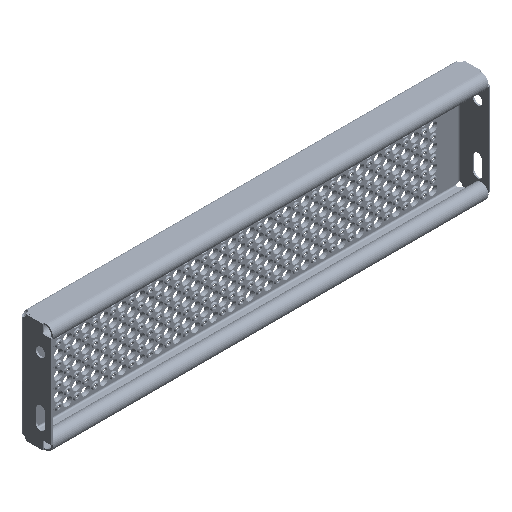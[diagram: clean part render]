
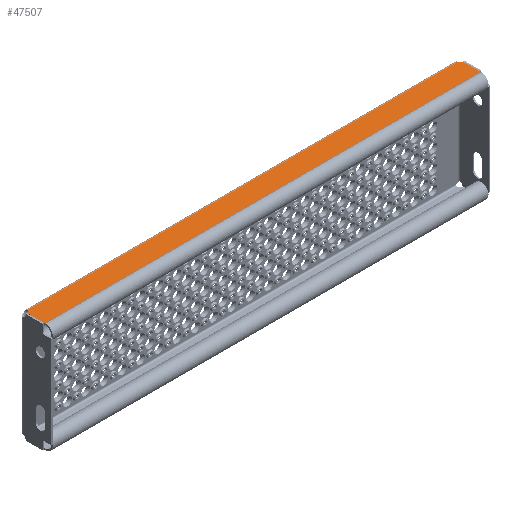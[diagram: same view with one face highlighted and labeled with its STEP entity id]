
A CAD part, isometric view. The second image highlights one B-rep face of the part: STEP entity #47507.
In plain terms, the highlighted planar face has unit normal (0, 0, 1).
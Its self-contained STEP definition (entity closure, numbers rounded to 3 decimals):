
#5891 = ORIENTED_EDGE ( 'NONE', *, *, #83655, .T. ) ;
#5893 = ORIENTED_EDGE ( 'NONE', *, *, #83656, .T. ) ;
#5894 = ORIENTED_EDGE ( 'NONE', *, *, #83647, .F. ) ;
#5895 = ORIENTED_EDGE ( 'NONE', *, *, #83651, .T. ) ;
#5896 = ORIENTED_EDGE ( 'NONE', *, *, #83657, .T. ) ;
#5898 = ORIENTED_EDGE ( 'NONE', *, *, #83634, .T. ) ;
#22170 = LINE ( 'NONE', #32951, #25960 ) ;
#22173 = LINE ( 'NONE', #33041, #25963 ) ;
#22177 = LINE ( 'NONE', #33049, #25967 ) ;
#22179 = LINE ( 'NONE', #33062, #25976 ) ;
#25960 = VECTOR ( 'NONE', #32952, 1000. ) ;
#25963 = VECTOR ( 'NONE', #33042, 1000. ) ;
#25967 = VECTOR ( 'NONE', #33050, 1000. ) ;
#25971 = CIRCLE ( 'NONE', #25977, 5. ) ;
#25973 = CIRCLE ( 'NONE', #25974, 5. ) ;
#25974 = AXIS2_PLACEMENT_3D ( 'NONE', #33059, #33060, #33061 ) ;
#25976 = VECTOR ( 'NONE', #33063, 1000. ) ;
#25977 = AXIS2_PLACEMENT_3D ( 'NONE', #33064, #33065, #33066 ) ;
#32951 = CARTESIAN_POINT ( 'NONE',  ( -297.99, -7.185, 75. ) ) ;
#32952 = DIRECTION ( 'NONE',  ( 0., -1., 0. ) ) ;
#33041 = CARTESIAN_POINT ( 'NONE',  ( -299., -4., 75. ) ) ;
#33042 = DIRECTION ( 'NONE',  ( 1., 0., 0. ) ) ;
#33049 = CARTESIAN_POINT ( 'NONE',  ( 297.99, -7.185, 75. ) ) ;
#33050 = DIRECTION ( 'NONE',  ( 0., 1., 0. ) ) ;
#33059 = CARTESIAN_POINT ( 'NONE',  ( 299., -2.288, 75. ) ) ;
#33060 = DIRECTION ( 'NONE',  ( 0., 0., -1. ) ) ;
#33061 = DIRECTION ( 'NONE',  ( 0., -1., 0. ) ) ;
#33062 = CARTESIAN_POINT ( 'NONE',  ( -297.99, -32.498, 75. ) ) ;
#33063 = DIRECTION ( 'NONE',  ( 1., 0., 0. ) ) ;
#33064 = CARTESIAN_POINT ( 'NONE',  ( -299., -2.288, 75. ) ) ;
#33065 = DIRECTION ( 'NONE',  ( 0., 0., -1. ) ) ;
#33066 = DIRECTION ( 'NONE',  ( 0., -1., 0. ) ) ;
#39545 = VERTEX_POINT ( 'NONE', #78127 ) ;
#39547 = VERTEX_POINT ( 'NONE', #78129 ) ;
#39550 = VERTEX_POINT ( 'NONE', #78132 ) ;
#39551 = VERTEX_POINT ( 'NONE', #78133 ) ;
#39553 = VERTEX_POINT ( 'NONE', #78135 ) ;
#39554 = VERTEX_POINT ( 'NONE', #78136 ) ;
#47507 = ADVANCED_FACE ( 'NONE', ( #89915 ), #87297, .T. ) ;
#78127 = CARTESIAN_POINT ( 'NONE',  ( 297.99, -7.185, 75. ) ) ;
#78129 = CARTESIAN_POINT ( 'NONE',  ( 297.99, -32.498, 75. ) ) ;
#78132 = CARTESIAN_POINT ( 'NONE',  ( 294.302, -4., 75. ) ) ;
#78133 = CARTESIAN_POINT ( 'NONE',  ( -294.302, -4., 75. ) ) ;
#78135 = CARTESIAN_POINT ( 'NONE',  ( -297.99, -7.185, 75. ) ) ;
#78136 = CARTESIAN_POINT ( 'NONE',  ( -297.99, -32.498, 75. ) ) ;
#80026 = AXIS2_PLACEMENT_3D ( 'NONE', #87298, #87299, #87300 ) ;
#83634 = EDGE_CURVE ( 'NONE', #39553, #39554, #22170, .T. ) ;
#83647 = EDGE_CURVE ( 'NONE', #39551, #39550, #22173, .T. ) ;
#83651 = EDGE_CURVE ( 'NONE', #39547, #39545, #22177, .T. ) ;
#83655 = EDGE_CURVE ( 'NONE', #39545, #39550, #25973, .T. ) ;
#83656 = EDGE_CURVE ( 'NONE', #39554, #39547, #22179, .T. ) ;
#83657 = EDGE_CURVE ( 'NONE', #39551, #39553, #25971, .T. ) ;
#87297 = PLANE ( 'NONE',  #80026 ) ;
#87298 = CARTESIAN_POINT ( 'NONE',  ( -299., 145.712, 75. ) ) ;
#87299 = DIRECTION ( 'NONE',  ( 0., 0., 1. ) ) ;
#87300 = DIRECTION ( 'NONE',  ( 0., -1., 0. ) ) ;
#88653 = EDGE_LOOP ( 'NONE', ( #5893, #5895, #5891, #5894, #5896, #5898 ) ) ;
#89915 = FACE_OUTER_BOUND ( 'NONE', #88653, .T. ) ;
